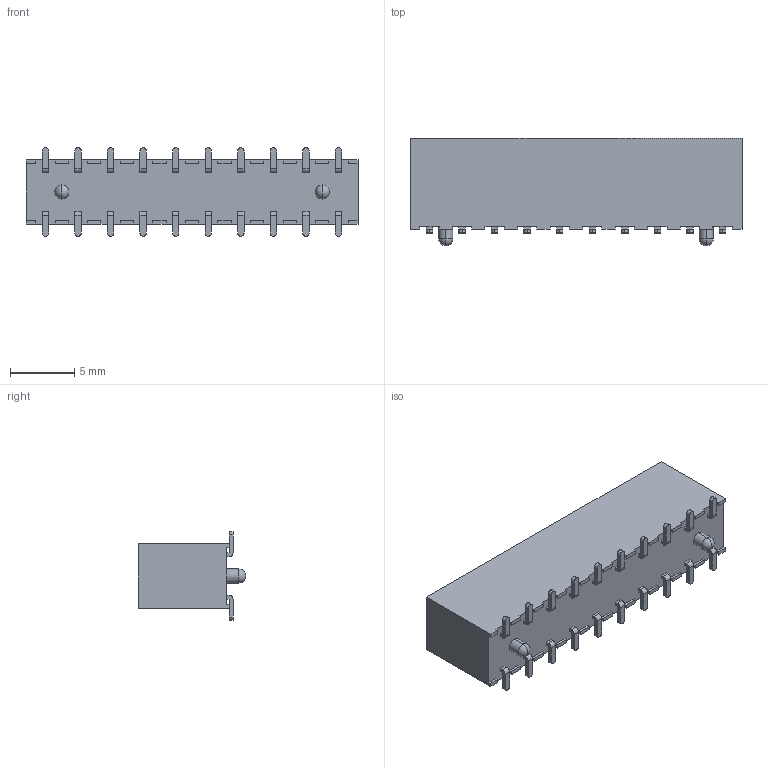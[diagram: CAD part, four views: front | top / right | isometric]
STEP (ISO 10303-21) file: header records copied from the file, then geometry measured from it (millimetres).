
FILE_DESCRIPTION (( 'STEP AP214' ), '1' );
FILE_NAME ('B27c-2x10-BSAB1-G.STEP', '2021-05-28T08:06:10', ( '' ), ( '' ), 'SwSTEP 2.0', 'SolidWorks 2020', '' );
FILE_SCHEMA (( 'AUTOMOTIVE_DESIGN' ));
Length unit declared in the file: millimetre
Products named in the file (1): B27c-2x10-BSAB1-G
Bounding box: 25.9 x 8.4 x 6.9 mm (x, y, z)
Volume: 860.5 mm3; surface area: 892.4 mm2
Topology: 21 solids, 21 shells, 478 faces, 1168 edges, 750 vertices
Faces by surface type: plane 410, cylinder 64, sphere 4
Entity records: 15894 total; most frequent: CARTESIAN_POINT 2385, ORIENTED_EDGE 2320, DIRECTION 2250, EDGE_CURVE 1160, VECTOR 1028, LINE 1028, VERTEX_POINT 746, AXIS2_PLACEMENT_3D 611
